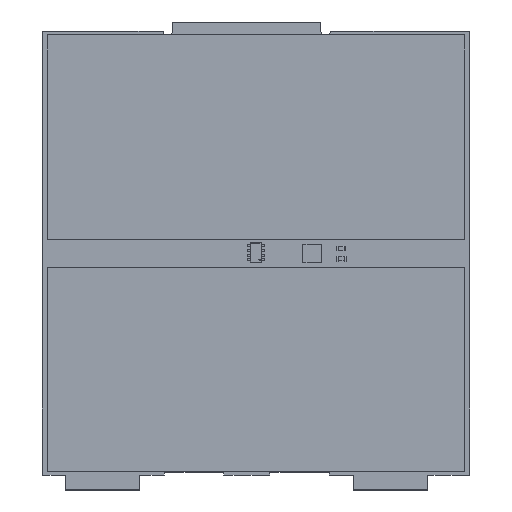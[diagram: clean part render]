
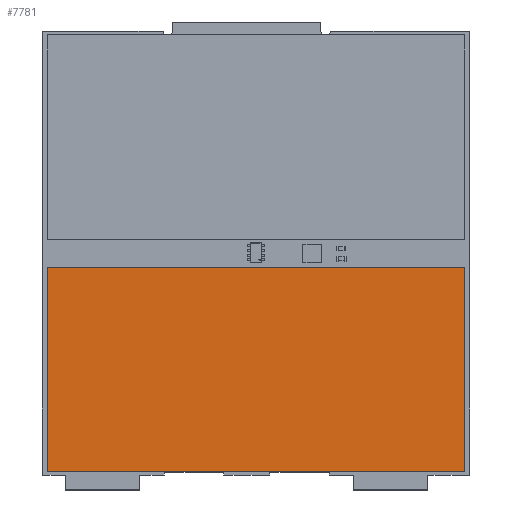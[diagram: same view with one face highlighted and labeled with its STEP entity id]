
A CAD part, top view. The second image highlights one B-rep face of the part: STEP entity #7781.
In plain terms, the highlighted face is planar.
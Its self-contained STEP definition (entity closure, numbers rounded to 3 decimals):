
#7649 = EDGE_CURVE('',#7650,#7652,#7654,.T.);
#7650 = VERTEX_POINT('',#7651);
#7651 = CARTESIAN_POINT('',(11.,0.,22.5));
#7652 = VERTEX_POINT('',#7653);
#7653 = CARTESIAN_POINT('',(11.,0.,-22.5));
#7654 = LINE('',#7655,#7656);
#7655 = CARTESIAN_POINT('',(11.,0.,-22.5));
#7656 = VECTOR('',#7657,1.);
#7657 = DIRECTION('',(0.,-0.,-1.));
#7689 = EDGE_CURVE('',#7652,#7690,#7692,.T.);
#7690 = VERTEX_POINT('',#7691);
#7691 = CARTESIAN_POINT('',(-11.,0.,-22.5));
#7692 = LINE('',#7693,#7694);
#7693 = CARTESIAN_POINT('',(-11.,0.,-22.5));
#7694 = VECTOR('',#7695,1.);
#7695 = DIRECTION('',(-1.,-0.,-0.));
#7720 = EDGE_CURVE('',#7690,#7721,#7723,.T.);
#7721 = VERTEX_POINT('',#7722);
#7722 = CARTESIAN_POINT('',(-11.,0.,22.5));
#7723 = LINE('',#7724,#7725);
#7724 = CARTESIAN_POINT('',(-11.,0.,-22.5));
#7725 = VECTOR('',#7726,1.);
#7726 = DIRECTION('',(0.,0.,1.));
#7751 = EDGE_CURVE('',#7721,#7650,#7752,.T.);
#7752 = LINE('',#7753,#7754);
#7753 = CARTESIAN_POINT('',(-11.,0.,22.5));
#7754 = VECTOR('',#7755,1.);
#7755 = DIRECTION('',(1.,0.,0.));
#7781 = ADVANCED_FACE('',(#7782),#7788,.F.);
#7782 = FACE_BOUND('',#7783,.T.);
#7783 = EDGE_LOOP('',(#7784,#7785,#7786,#7787));
#7784 = ORIENTED_EDGE('',*,*,#7649,.F.);
#7785 = ORIENTED_EDGE('',*,*,#7751,.F.);
#7786 = ORIENTED_EDGE('',*,*,#7720,.F.);
#7787 = ORIENTED_EDGE('',*,*,#7689,.F.);
#7788 = PLANE('',#7789);
#7789 = AXIS2_PLACEMENT_3D('',#7790,#7791,#7792);
#7790 = CARTESIAN_POINT('',(0.,0.,0.));
#7791 = DIRECTION('',(0.,1.,0.));
#7792 = DIRECTION('',(0.,0.,1.));
